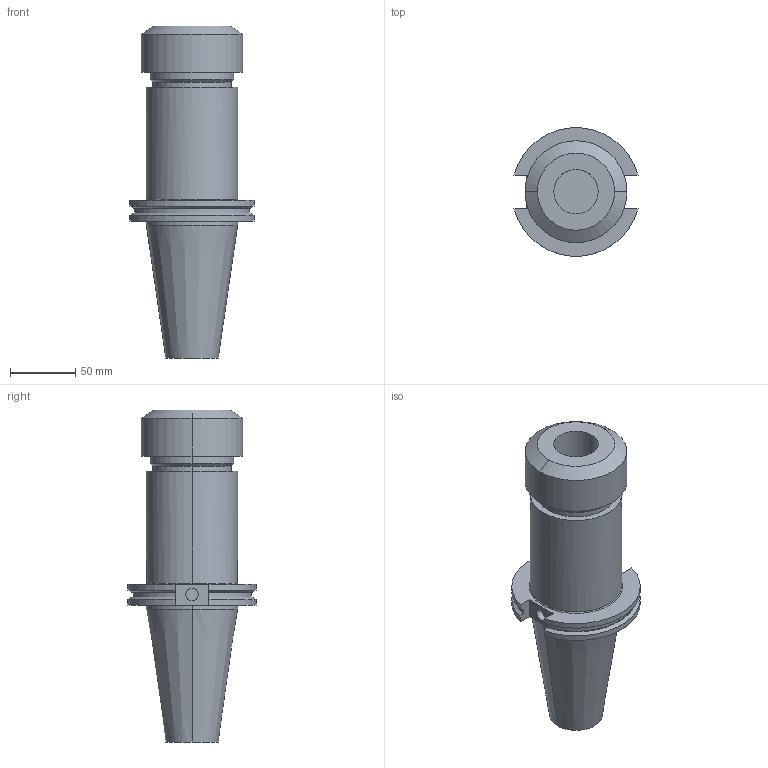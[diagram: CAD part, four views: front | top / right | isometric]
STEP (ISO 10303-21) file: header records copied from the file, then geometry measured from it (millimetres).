
FILE_DESCRIPTION (( 'STEP AP203' ), '1' );
FILE_NAME ('STP-22335.STEP', '2018-09-18T03:44:33', ( 'user' ), ( '' ), 'SwSTEP 2.0', 'SolidWorks 2015', '' );
FILE_SCHEMA (( 'CONFIG_CONTROL_DESIGN' ));
Length unit declared in the file: millimetre
Products named in the file (1): STP-22335
Bounding box: 94.95 x 98.05 x 254 mm (x, y, z)
Volume: 805979.7 mm3; surface area: 80647.1 mm2
Topology: 1 solids, 1 shells, 63 faces, 147 edges, 91 vertices
Faces by surface type: cylinder 26, plane 19, cone 16, torus 1, bspline 1
Entity records: 1916 total; most frequent: CARTESIAN_POINT 375, DIRECTION 326, ORIENTED_EDGE 290, EDGE_CURVE 145, AXIS2_PLACEMENT_3D 128, VERTEX_POINT 91, LINE 70, EDGE_LOOP 70
